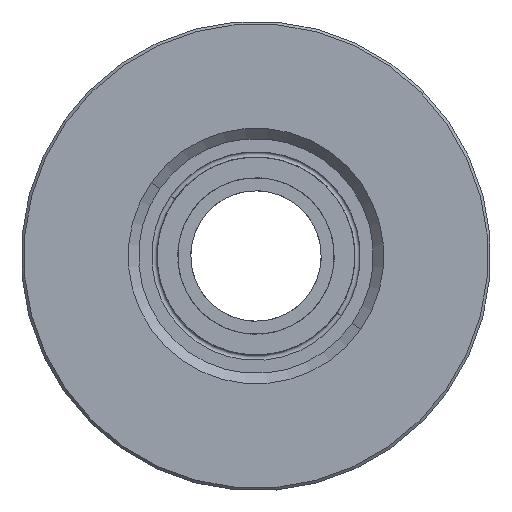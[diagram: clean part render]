
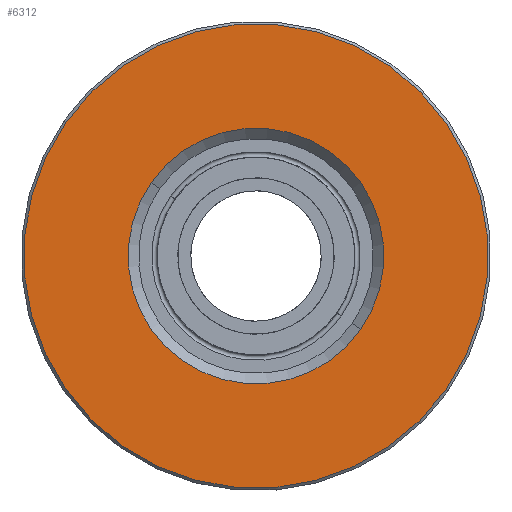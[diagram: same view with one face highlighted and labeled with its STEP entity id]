
A CAD part, front view. The second image highlights one B-rep face of the part: STEP entity #6312.
In plain terms, the highlighted planar face has unit normal (0, -1, 0).
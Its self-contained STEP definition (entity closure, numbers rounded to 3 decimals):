
#43 = AXIS2_PLACEMENT_3D ( 'NONE', #775, #5470, #1905 ) ;
#383 = CARTESIAN_POINT ( 'NONE',  ( 0., -7., 4.9 ) ) ;
#521 = VERTEX_POINT ( 'NONE', #4846 ) ;
#591 = CARTESIAN_POINT ( 'NONE',  ( 0., -7., 0. ) ) ;
#689 = DIRECTION ( 'NONE',  ( 0., -1., 0. ) ) ;
#775 = CARTESIAN_POINT ( 'NONE',  ( 0., -7., 0. ) ) ;
#943 = DIRECTION ( 'NONE',  ( 0., 0., 1. ) ) ;
#975 = CIRCLE ( 'NONE', #43, 4.9 ) ;
#1024 = DIRECTION ( 'NONE',  ( 0., 0., 1. ) ) ;
#1075 = EDGE_CURVE ( 'NONE', #521, #4776, #2940, .T. ) ;
#1108 = FACE_BOUND ( 'NONE', #3349, .T. ) ;
#1271 = EDGE_CURVE ( 'NONE', #1509, #3849, #975, .T. ) ;
#1509 = VERTEX_POINT ( 'NONE', #383 ) ;
#1611 = EDGE_CURVE ( 'NONE', #3849, #1509, #1703, .T. ) ;
#1622 = AXIS2_PLACEMENT_3D ( 'NONE', #3426, #5858, #1024 ) ;
#1703 = CIRCLE ( 'NONE', #1622, 4.9 ) ;
#1905 = DIRECTION ( 'NONE',  ( 0., 0., 1. ) ) ;
#1960 = EDGE_LOOP ( 'NONE', ( #5236, #5065 ) ) ;
#2072 = DIRECTION ( 'NONE',  ( 0., -1., 0. ) ) ;
#2940 = CIRCLE ( 'NONE', #6955, 8.9 ) ;
#3261 = CIRCLE ( 'NONE', #5854, 8.9 ) ;
#3297 = EDGE_CURVE ( 'NONE', #4776, #521, #3261, .T. ) ;
#3348 = CARTESIAN_POINT ( 'NONE',  ( 4.5, -7., 0. ) ) ;
#3349 = EDGE_LOOP ( 'NONE', ( #4589, #3725 ) ) ;
#3426 = CARTESIAN_POINT ( 'NONE',  ( 0., -7., 0. ) ) ;
#3725 = ORIENTED_EDGE ( 'NONE', *, *, #1271, .T. ) ;
#3801 = CARTESIAN_POINT ( 'NONE',  ( 0., -7., -8.9 ) ) ;
#3849 = VERTEX_POINT ( 'NONE', #4455 ) ;
#3892 = CARTESIAN_POINT ( 'NONE',  ( 0., -7., 0. ) ) ;
#4181 = DIRECTION ( 'NONE',  ( 0., 0., 1. ) ) ;
#4455 = CARTESIAN_POINT ( 'NONE',  ( 0., -7., -4.9 ) ) ;
#4528 = FACE_OUTER_BOUND ( 'NONE', #1960, .T. ) ;
#4589 = ORIENTED_EDGE ( 'NONE', *, *, #1611, .T. ) ;
#4776 = VERTEX_POINT ( 'NONE', #3801 ) ;
#4846 = CARTESIAN_POINT ( 'NONE',  ( 0., -7., 8.9 ) ) ;
#5048 = PLANE ( 'NONE',  #5165 ) ;
#5065 = ORIENTED_EDGE ( 'NONE', *, *, #3297, .T. ) ;
#5105 = DIRECTION ( 'NONE',  ( 0., 0., 1. ) ) ;
#5165 = AXIS2_PLACEMENT_3D ( 'NONE', #3348, #6289, #943 ) ;
#5236 = ORIENTED_EDGE ( 'NONE', *, *, #1075, .T. ) ;
#5470 = DIRECTION ( 'NONE',  ( 0., 1., 0. ) ) ;
#5854 = AXIS2_PLACEMENT_3D ( 'NONE', #3892, #2072, #5105 ) ;
#5858 = DIRECTION ( 'NONE',  ( 0., 1., 0. ) ) ;
#6289 = DIRECTION ( 'NONE',  ( 0., 1., 0. ) ) ;
#6312 = ADVANCED_FACE ( 'NONE', ( #4528, #1108 ), #5048, .F. ) ;
#6955 = AXIS2_PLACEMENT_3D ( 'NONE', #591, #689, #4181 ) ;
